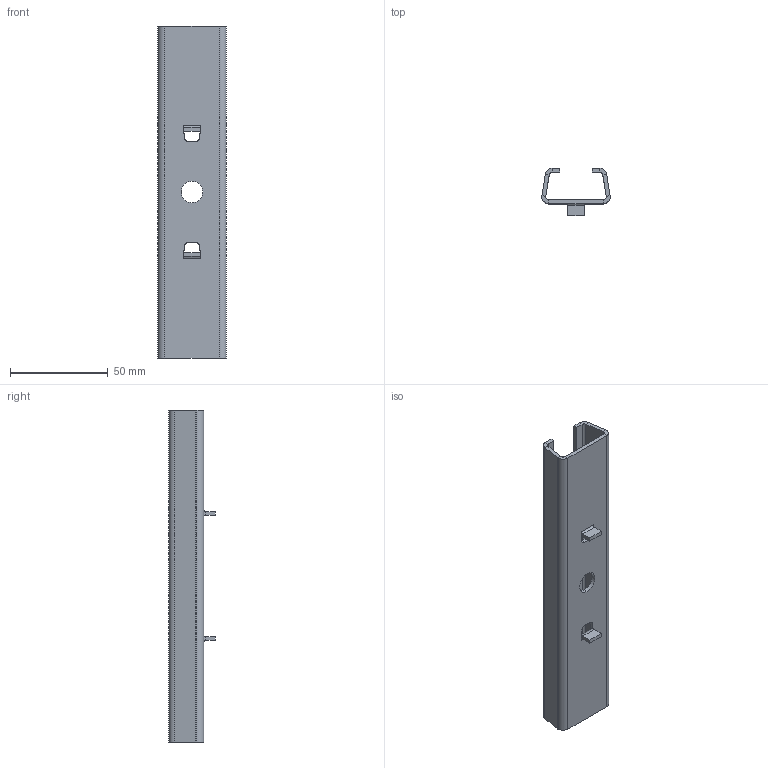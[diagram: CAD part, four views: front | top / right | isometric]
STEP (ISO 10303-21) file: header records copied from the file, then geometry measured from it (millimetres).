
FILE_DESCRIPTION (( 'STEP AP214' ), '1' );
FILE_NAME ('6015400.stp', '2016-08-23T09:35:56', ( '' ), ( '' ), 'SwSTEP 2.0', 'SolidWorks 2014', '' );
FILE_SCHEMA (( 'AUTOMOTIVE_DESIGN' ));
Length unit declared in the file: millimetre
Products named in the file (1): 6015400
Bounding box: 35 x 24 x 170 mm (x, y, z)
Volume: 24990.7 mm3; surface area: 26190.4 mm2
Topology: 1 solids, 1 shells, 70 faces, 160 edges, 92 vertices
Faces by surface type: plane 46, cylinder 20, bspline 4
Entity records: 2070 total; most frequent: CARTESIAN_POINT 503, ORIENTED_EDGE 320, DIRECTION 310, EDGE_CURVE 160, LINE 112, VECTOR 112, AXIS2_PLACEMENT_3D 99, VERTEX_POINT 92
